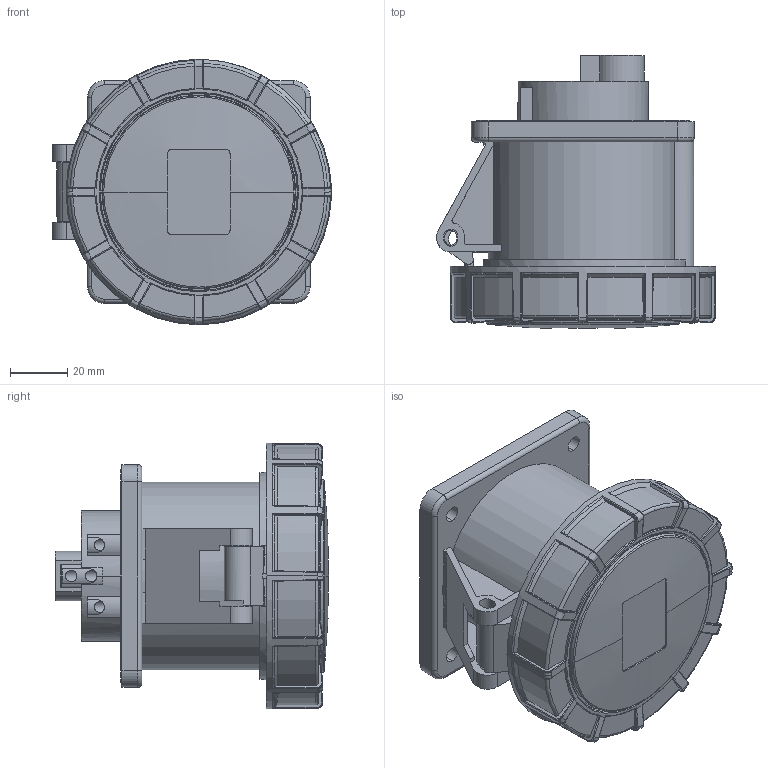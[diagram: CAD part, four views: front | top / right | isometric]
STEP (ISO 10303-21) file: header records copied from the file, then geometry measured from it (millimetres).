
FILE_DESCRIPTION((''),'2;1');
FILE_NAME('32A3K00_ASM','2021-10-13T16:00:57',('Administrator'),(''),'CREO PARAMETRIC BY PTC INC, 2021063','CREO PARAMETRIC BY PTC INC, 2021063','');
FILE_SCHEMA(('AUTOMOTIVE_DESIGN { 1 0 10303 214 1 1 1 1 }'));
Length unit declared in the file: millimetre
Products named in the file (8): 00; 32A4K000; 8__0002; 6__0002; 213200; 003; 32A3K00_ASM
Assembly tree (8 placements, depth 2):
  32A3K00_ASM
    00
    00
    32A4K000
    8__0002
    6__0002  x2
    213200
    003
Bounding box: 97.45 x 95.32 x 92.7 mm (x, y, z)
Volume: 168712 mm3; surface area: 143708.9 mm2
Topology: 8 solids, 8 shells, 1219 faces, 3692 edges, 2681 vertices
Faces by surface type: plane 519, cylinder 415, bspline 121, cone 84, torus 74, sphere 4, revolution 2
Entity records: 56895 total; most frequent: CARTESIAN_POINT 16122, DIRECTION 6286, ORIENTED_EDGE 6090, EDGE_CURVE 3045, PRESENTATION_STYLE_ASSIGNMENT 2881, STYLED_ITEM 2881, CURVE_STYLE 2875, AXIS2_PLACEMENT_3D 2237
